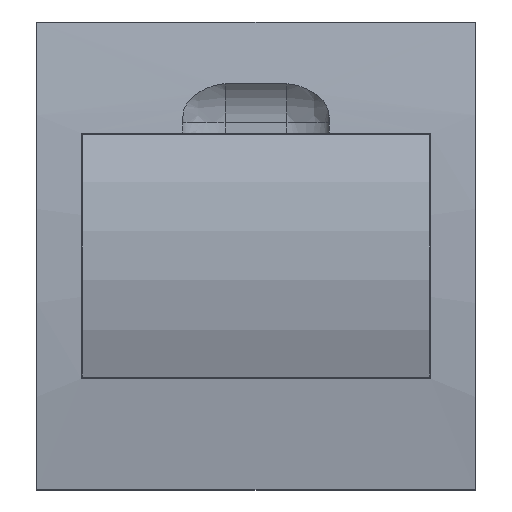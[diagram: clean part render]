
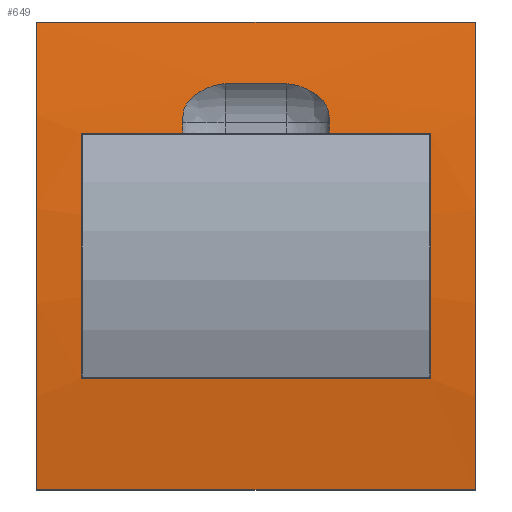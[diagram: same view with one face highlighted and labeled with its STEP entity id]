
A CAD part, top view. The second image highlights one B-rep face of the part: STEP entity #649.
In plain terms, the highlighted cylindrical face has radius 610 mm (diameter 1220 mm), a partial arc.
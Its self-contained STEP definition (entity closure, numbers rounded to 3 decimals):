
#14=CARTESIAN_POINT('',(-104.,0.,-601.35));
#15=DIRECTION('',(1.,0.,0.));
#16=DIRECTION('',(0.,0.182,0.983));
#17=AXIS2_PLACEMENT_3D('',#14,#15,#16);
#19=DIRECTION('',(1.,0.,0.));
#20=VECTOR('',#19,208.);
#21=CARTESIAN_POINT('',(-104.,-111.,-1.534));
#22=LINE('',#21,#20);
#23=DIRECTION('',(1.,0.,0.));
#24=VECTOR('',#23,208.);
#25=CARTESIAN_POINT('',(-104.,111.,-1.534));
#26=LINE('',#25,#24);
#27=CARTESIAN_POINT('',(34.7,0.,-601.35));
#28=DIRECTION('',(1.,0.,0.));
#29=DIRECTION('',(0.,0.107,0.994));
#30=AXIS2_PLACEMENT_3D('',#27,#28,#29);
#32=DIRECTION('',(1.,0.,0.));
#33=VECTOR('',#32,29.4);
#34=CARTESIAN_POINT('',(-14.7,81.635,3.163));
#35=LINE('',#34,#33);
#36=CARTESIAN_POINT('',(-34.7,0.,-601.35));
#37=DIRECTION('',(1.,0.,0.));
#38=DIRECTION('',(0.,0.107,0.994));
#39=AXIS2_PLACEMENT_3D('',#36,#37,#38);
#41=DIRECTION('',(1.,0.,0.));
#42=VECTOR('',#41,48.15);
#43=CARTESIAN_POINT('',(-82.85,58.2,5.867));
#44=LINE('',#43,#42);
#45=CARTESIAN_POINT('',(-82.85,0.,-601.35));
#46=DIRECTION('',(1.,0.,0.));
#47=DIRECTION('',(0.,0.095,0.995));
#48=AXIS2_PLACEMENT_3D('',#45,#46,#47);
#50=DIRECTION('',(1.,0.,0.));
#51=VECTOR('',#50,165.7);
#52=CARTESIAN_POINT('',(-82.85,-58.2,5.867));
#53=LINE('',#52,#51);
#54=CARTESIAN_POINT('',(82.85,0.,-601.35));
#55=DIRECTION('',(1.,0.,0.));
#56=DIRECTION('',(0.,0.095,0.995));
#57=AXIS2_PLACEMENT_3D('',#54,#55,#56);
#59=DIRECTION('',(1.,0.,0.));
#60=VECTOR('',#59,48.15);
#61=CARTESIAN_POINT('',(34.7,58.2,5.867));
#62=LINE('',#61,#60);
#91=CARTESIAN_POINT('',(104.,0.,-601.35));
#92=DIRECTION('',(1.,0.,0.));
#93=DIRECTION('',(0.,0.182,0.983));
#94=AXIS2_PLACEMENT_3D('',#91,#92,#93);
#307=CARTESIAN_POINT('',(-34.7,65.081,5.168));
#308=CARTESIAN_POINT('',(-34.7,65.743,5.097));
#309=CARTESIAN_POINT('',(-34.661,67.07,4.953));
#310=CARTESIAN_POINT('',(-34.323,69.063,4.729));
#311=CARTESIAN_POINT('',(-33.58,71.072,4.497));
#312=CARTESIAN_POINT('',(-32.289,73.153,4.249));
#313=CARTESIAN_POINT('',(-30.417,75.171,4.001));
#314=CARTESIAN_POINT('',(-28.343,76.821,3.794));
#315=CARTESIAN_POINT('',(-26.397,78.061,3.635));
#316=CARTESIAN_POINT('',(-24.55,79.041,3.508));
#317=CARTESIAN_POINT('',(-22.814,79.815,3.406));
#318=CARTESIAN_POINT('',(-21.195,80.42,3.326));
#319=CARTESIAN_POINT('',(-19.686,80.885,3.264));
#320=CARTESIAN_POINT('',(-18.283,81.23,3.217));
#321=CARTESIAN_POINT('',(-16.988,81.466,3.186));
#322=CARTESIAN_POINT('',(-15.792,81.604,3.167));
#323=CARTESIAN_POINT('',(-15.054,81.635,3.163));
#324=CARTESIAN_POINT('',(-14.7,81.635,3.163));
#340=CARTESIAN_POINT('',(14.7,81.635,3.163));
#341=CARTESIAN_POINT('',(15.022,81.635,3.163));
#342=CARTESIAN_POINT('',(15.692,81.61,3.166));
#343=CARTESIAN_POINT('',(16.776,81.494,3.182));
#344=CARTESIAN_POINT('',(17.948,81.297,3.208));
#345=CARTESIAN_POINT('',(19.216,81.008,3.247));
#346=CARTESIAN_POINT('',(20.585,80.618,3.299));
#347=CARTESIAN_POINT('',(22.062,80.108,3.367));
#348=CARTESIAN_POINT('',(23.652,79.456,3.453));
#349=CARTESIAN_POINT('',(25.371,78.625,3.562));
#350=CARTESIAN_POINT('',(27.2,77.577,3.697));
#351=CARTESIAN_POINT('',(29.185,76.2,3.873));
#352=CARTESIAN_POINT('',(31.198,74.409,4.096));
#353=CARTESIAN_POINT('',(32.815,72.404,4.339));
#354=CARTESIAN_POINT('',(33.869,70.413,4.574));
#355=CARTESIAN_POINT('',(34.45,68.488,4.794));
#356=CARTESIAN_POINT('',(34.678,66.688,4.995));
#357=CARTESIAN_POINT('',(34.7,65.6,5.113));
#358=CARTESIAN_POINT('',(34.7,65.081,5.168));
#474=CARTESIAN_POINT('',(-82.85,58.2,5.867));
#475=VERTEX_POINT('',#474);
#476=CARTESIAN_POINT('',(-82.85,-58.2,5.867));
#477=VERTEX_POINT('',#476);
#478=CARTESIAN_POINT('',(82.85,-58.2,5.867));
#479=VERTEX_POINT('',#478);
#480=CARTESIAN_POINT('',(82.85,58.2,5.867));
#481=VERTEX_POINT('',#480);
#530=CARTESIAN_POINT('',(34.7,58.2,5.867));
#532=VERTEX_POINT('',#530);
#534=CARTESIAN_POINT('',(-34.7,58.2,5.867));
#536=VERTEX_POINT('',#534);
#538=VERTEX_POINT('',#307);
#539=VERTEX_POINT('',#324);
#542=VERTEX_POINT('',#340);
#543=VERTEX_POINT('',#358);
#552=CARTESIAN_POINT('',(-104.,-111.,-1.534));
#554=VERTEX_POINT('',#552);
#558=CARTESIAN_POINT('',(-104.,111.,-1.534));
#559=VERTEX_POINT('',#558);
#560=CARTESIAN_POINT('',(104.,-111.,-1.534));
#562=VERTEX_POINT('',#560);
#566=CARTESIAN_POINT('',(104.,111.,-1.534));
#567=VERTEX_POINT('',#566);
#614=CARTESIAN_POINT('',(-104.,0.,-601.35));
#615=DIRECTION('',(1.,0.,0.));
#616=DIRECTION('',(0.,0.,-1.));
#617=AXIS2_PLACEMENT_3D('',#614,#615,#616);
#618=CYLINDRICAL_SURFACE('',#617,610.);
#619=ORIENTED_EDGE('',*,*,#594,.F.);
#621=ORIENTED_EDGE('',*,*,#620,.T.);
#623=ORIENTED_EDGE('',*,*,#622,.T.);
#624=ORIENTED_EDGE('',*,*,#605,.F.);
#625=EDGE_LOOP('',(#619,#621,#623,#624));
#626=FACE_OUTER_BOUND('',#625,.F.);
#628=ORIENTED_EDGE('',*,*,#627,.F.);
#630=ORIENTED_EDGE('',*,*,#629,.F.);
#632=ORIENTED_EDGE('',*,*,#631,.F.);
#634=ORIENTED_EDGE('',*,*,#633,.F.);
#636=ORIENTED_EDGE('',*,*,#635,.T.);
#638=ORIENTED_EDGE('',*,*,#637,.F.);
#640=ORIENTED_EDGE('',*,*,#639,.T.);
#642=ORIENTED_EDGE('',*,*,#641,.T.);
#644=ORIENTED_EDGE('',*,*,#643,.F.);
#646=ORIENTED_EDGE('',*,*,#645,.F.);
#647=EDGE_LOOP('',(#628,#630,#632,#634,#636,#638,#640,#642,#644,#646));
#648=FACE_BOUND('',#647,.F.);
#649=ADVANCED_FACE('',(#626,#648),#618,.T.);
#18=CIRCLE('',#17,610.);
#31=CIRCLE('',#30,610.);
#40=CIRCLE('',#39,610.);
#49=CIRCLE('',#48,610.);
#58=CIRCLE('',#57,610.);
#95=CIRCLE('',#94,610.);
#325=B_SPLINE_CURVE_WITH_KNOTS('',3,(#307,#308,#309,#310,#311,#312,#313,#314,
#315,#316,#317,#318,#319,#320,#321,#322,#323,#324),.UNSPECIFIED.,.F.,.F.,(4,1,1,
1,1,1,1,1,1,1,1,1,1,1,1,4),(0.,0.067,0.133,0.2,
0.267,0.333,0.4,0.467,0.533,
0.6,0.667,0.733,0.8,0.867,
0.933,1.),.UNSPECIFIED.);
#359=B_SPLINE_CURVE_WITH_KNOTS('',3,(#340,#341,#342,#343,#344,#345,#346,#347,
#348,#349,#350,#351,#352,#353,#354,#355,#356,#357,#358),.UNSPECIFIED.,.F.,.F.,
(4,1,1,1,1,1,1,1,1,1,1,1,1,1,1,1,4),(0.,0.063,0.125,0.188,0.25,
0.313,0.375,0.438,0.5,0.563,0.625,0.688,0.75,0.813,
0.875,0.938,1.),.UNSPECIFIED.);
#594=EDGE_CURVE('',#559,#554,#18,.T.);
#605=EDGE_CURVE('',#554,#562,#22,.T.);
#620=EDGE_CURVE('',#559,#567,#26,.T.);
#622=EDGE_CURVE('',#567,#562,#95,.T.);
#627=EDGE_CURVE('',#543,#532,#31,.T.);
#629=EDGE_CURVE('',#542,#543,#359,.T.);
#631=EDGE_CURVE('',#539,#542,#35,.T.);
#633=EDGE_CURVE('',#538,#539,#325,.T.);
#635=EDGE_CURVE('',#538,#536,#40,.T.);
#637=EDGE_CURVE('',#475,#536,#44,.T.);
#639=EDGE_CURVE('',#475,#477,#49,.T.);
#641=EDGE_CURVE('',#477,#479,#53,.T.);
#643=EDGE_CURVE('',#481,#479,#58,.T.);
#645=EDGE_CURVE('',#532,#481,#62,.T.);
